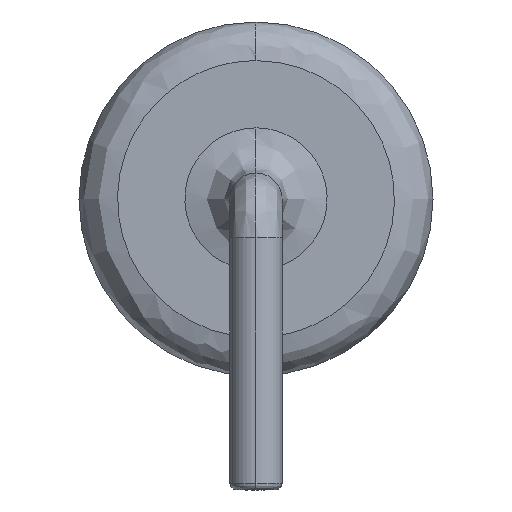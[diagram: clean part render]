
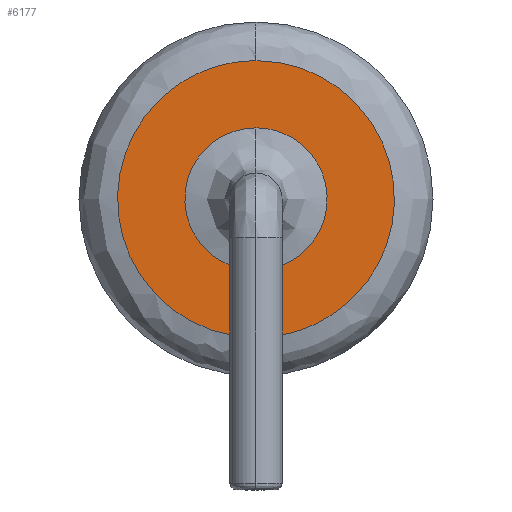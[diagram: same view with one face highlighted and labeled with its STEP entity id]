
A CAD part, left-side view. The second image highlights one B-rep face of the part: STEP entity #6177.
In plain terms, the highlighted planar face has unit normal (-1, 0, 0).
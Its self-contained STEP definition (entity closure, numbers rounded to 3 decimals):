
#128 = DIRECTION ( 'NONE',  ( 1., 0., 0. ) ) ;
#183 =( BOUNDED_CURVE ( )  B_SPLINE_CURVE ( 3, ( #8990, #13111, #12073, #8065 ),
 .UNSPECIFIED., .F., .F. ) 
 B_SPLINE_CURVE_WITH_KNOTS ( ( 4, 4 ),
 ( 0., 1. ),
 .UNSPECIFIED. ) 
 CURVE ( )  GEOMETRIC_REPRESENTATION_ITEM ( )  RATIONAL_B_SPLINE_CURVE ( ( 1., 0.333, 0.333, 1. ) ) 
 REPRESENTATION_ITEM ( '' )  );
#1878 = VERTEX_POINT ( 'NONE', #6964 ) ;
#2382 = EDGE_LOOP ( 'NONE', ( #9393, #3077 ) ) ;
#3077 = ORIENTED_EDGE ( 'NONE', *, *, #12510, .F. ) ;
#3431 = EDGE_CURVE ( 'NONE', #5309, #5066, #183, .T. ) ;
#3468 =( BOUNDED_CURVE ( )  B_SPLINE_CURVE ( 3, ( #4503, #11556, #5516, #12572 ),
 .UNSPECIFIED., .F., .F. ) 
 B_SPLINE_CURVE_WITH_KNOTS ( ( 4, 4 ),
 ( 0., 1. ),
 .UNSPECIFIED. ) 
 CURVE ( )  GEOMETRIC_REPRESENTATION_ITEM ( )  RATIONAL_B_SPLINE_CURVE ( ( 1., 0.333, 0.333, 1. ) ) 
 REPRESENTATION_ITEM ( '' )  );
#4469 =( BOUNDED_CURVE ( )  B_SPLINE_CURVE ( 3, ( #5890, #10948, #11971, #5936 ),
 .UNSPECIFIED., .F., .F. ) 
 B_SPLINE_CURVE_WITH_KNOTS ( ( 4, 4 ),
 ( 0., 1. ),
 .UNSPECIFIED. ) 
 CURVE ( )  GEOMETRIC_REPRESENTATION_ITEM ( )  RATIONAL_B_SPLINE_CURVE ( ( 1., 0.333, 0.333, 1. ) ) 
 REPRESENTATION_ITEM ( '' )  );
#4503 = CARTESIAN_POINT ( 'NONE',  ( -7.75, 0., 3.625 ) ) ;
#4600 = CARTESIAN_POINT ( 'NONE',  ( -7.75, 0., 1.415 ) ) ;
#4665 = VERTEX_POINT ( 'NONE', #12976 ) ;
#5066 = VERTEX_POINT ( 'NONE', #8879 ) ;
#5309 = VERTEX_POINT ( 'NONE', #4600 ) ;
#5500 = AXIS2_PLACEMENT_3D ( 'NONE', #6198, #128, #7211 ) ;
#5516 = CARTESIAN_POINT ( 'NONE',  ( -7.75, 2.21, 1.415 ) ) ;
#5634 = CARTESIAN_POINT ( 'NONE',  ( -7.75, -4.3, 0.37 ) ) ;
#5827 = FACE_BOUND ( 'NONE', #2382, .T. ) ;
#5890 = CARTESIAN_POINT ( 'NONE',  ( -7.75, 0., 0.37 ) ) ;
#5936 = CARTESIAN_POINT ( 'NONE',  ( -7.75, 0., 4.67 ) ) ;
#6091 = ORIENTED_EDGE ( 'NONE', *, *, #6261, .F. ) ;
#6177 = ADVANCED_FACE ( 'NONE', ( #11187, #5827 ), #7168, .F. ) ;
#6198 = CARTESIAN_POINT ( 'NONE',  ( -7.75, 0., 2.52 ) ) ;
#6261 = EDGE_CURVE ( 'NONE', #4665, #1878, #4469, .T. ) ;
#6557 = EDGE_LOOP ( 'NONE', ( #6091, #8055 ) ) ;
#6964 = CARTESIAN_POINT ( 'NONE',  ( -7.75, 0., 4.67 ) ) ;
#7168 = PLANE ( 'NONE',  #5500 ) ;
#7211 = DIRECTION ( 'NONE',  ( 0., 0., -1. ) ) ;
#7229 = EDGE_CURVE ( 'NONE', #1878, #4665, #7536, .T. ) ;
#7536 =( BOUNDED_CURVE ( )  B_SPLINE_CURVE ( 3, ( #10648, #8551, #5634, #12707 ),
 .UNSPECIFIED., .F., .F. ) 
 B_SPLINE_CURVE_WITH_KNOTS ( ( 4, 4 ),
 ( 0., 1. ),
 .UNSPECIFIED. ) 
 CURVE ( )  GEOMETRIC_REPRESENTATION_ITEM ( )  RATIONAL_B_SPLINE_CURVE ( ( 1., 0.333, 0.333, 1. ) ) 
 REPRESENTATION_ITEM ( '' )  );
#8055 = ORIENTED_EDGE ( 'NONE', *, *, #7229, .F. ) ;
#8065 = CARTESIAN_POINT ( 'NONE',  ( -7.75, 0., 3.625 ) ) ;
#8551 = CARTESIAN_POINT ( 'NONE',  ( -7.75, -4.3, 4.67 ) ) ;
#8879 = CARTESIAN_POINT ( 'NONE',  ( -7.75, 0., 3.625 ) ) ;
#8990 = CARTESIAN_POINT ( 'NONE',  ( -7.75, 0., 1.415 ) ) ;
#9393 = ORIENTED_EDGE ( 'NONE', *, *, #3431, .F. ) ;
#10648 = CARTESIAN_POINT ( 'NONE',  ( -7.75, 0., 4.67 ) ) ;
#10948 = CARTESIAN_POINT ( 'NONE',  ( -7.75, 4.3, 0.37 ) ) ;
#11187 = FACE_OUTER_BOUND ( 'NONE', #6557, .T. ) ;
#11556 = CARTESIAN_POINT ( 'NONE',  ( -7.75, 2.21, 3.625 ) ) ;
#11971 = CARTESIAN_POINT ( 'NONE',  ( -7.75, 4.3, 4.67 ) ) ;
#12073 = CARTESIAN_POINT ( 'NONE',  ( -7.75, -2.21, 3.625 ) ) ;
#12510 = EDGE_CURVE ( 'NONE', #5066, #5309, #3468, .T. ) ;
#12572 = CARTESIAN_POINT ( 'NONE',  ( -7.75, 0., 1.415 ) ) ;
#12707 = CARTESIAN_POINT ( 'NONE',  ( -7.75, 0., 0.37 ) ) ;
#12976 = CARTESIAN_POINT ( 'NONE',  ( -7.75, 0., 0.37 ) ) ;
#13111 = CARTESIAN_POINT ( 'NONE',  ( -7.75, -2.21, 1.415 ) ) ;
